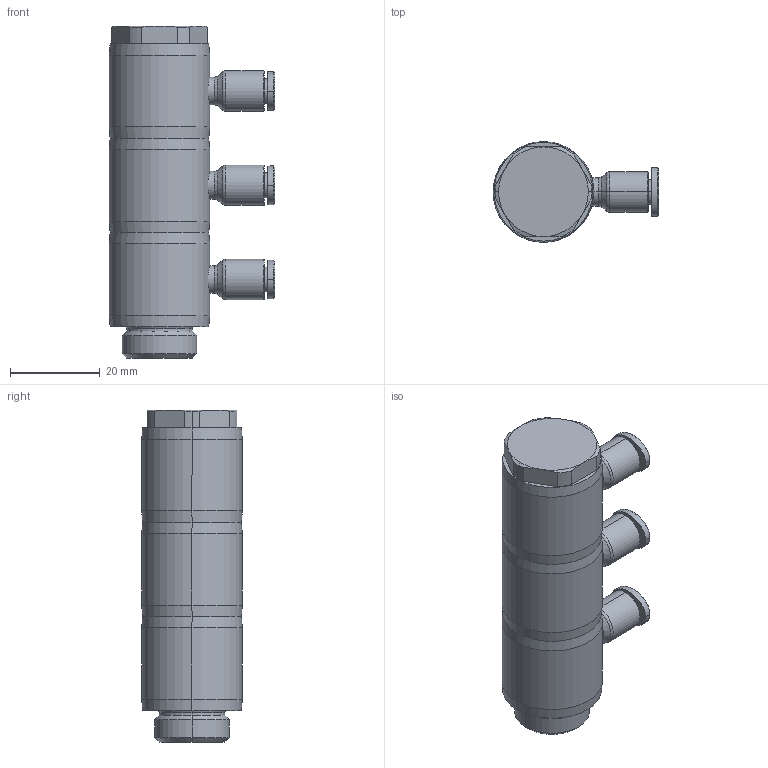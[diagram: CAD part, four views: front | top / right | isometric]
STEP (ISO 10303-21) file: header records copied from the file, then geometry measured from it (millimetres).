
FILE_DESCRIPTION((''),'2;1');
FILE_NAME('GPH_04G03(3)(3D).stp','2012-12-20T18:45:14',(''),(''),'Mechanical Desktop.R8.0.24.0','Mechanical Desktop.R8.0.24.0',', , ');
FILE_SCHEMA(('CONFIG_CONTROL_DESIGN'));
Length unit declared in the file: millimetre
Products named in the file (2): GPH_04G03(3)(3D); 睡ヶ1
Assembly tree (1 placements, depth 2):
  GPH_04G03(3)(3D)
    睡ヶ1
Bounding box: 36.9 x 22.4 x 74 mm (x, y, z)
Volume: 22324.3 mm3; surface area: 17591.5 mm2
Topology: 1 solids, 1 shells, 1245 faces, 3468 edges, 2279 vertices
Faces by surface type: plane 1002, bspline 93, cylinder 76, cone 68, torus 6
Entity records: 41542 total; most frequent: CARTESIAN_POINT 9593, ORIENTED_EDGE 6932, DIRECTION 6123, EDGE_CURVE 3466, VECTOR 3045, LINE 3045, VERTEX_POINT 2279, AXIS2_PLACEMENT_3D 1539
